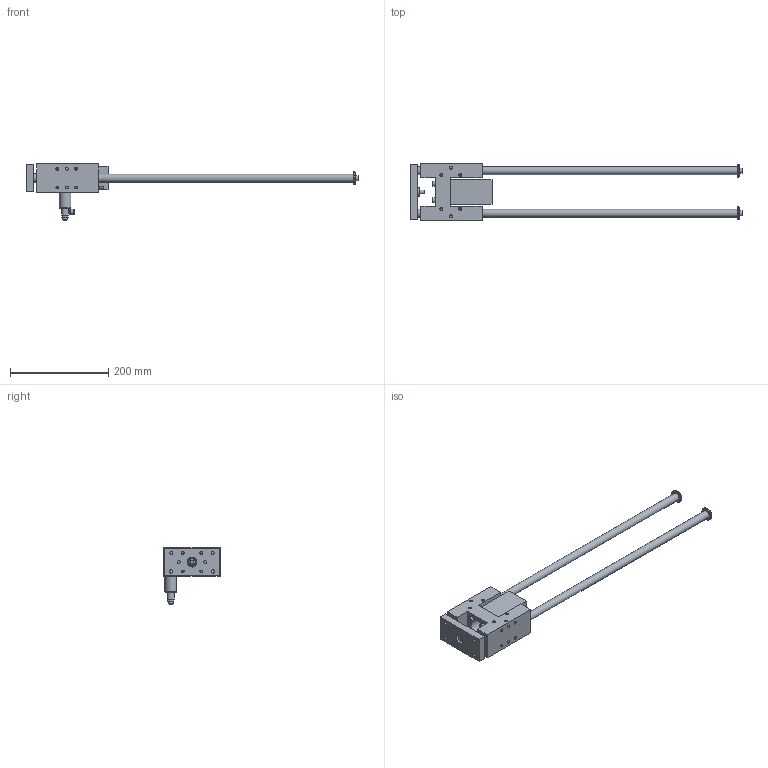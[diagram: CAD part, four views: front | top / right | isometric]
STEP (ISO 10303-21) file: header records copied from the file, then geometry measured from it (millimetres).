
FILE_DESCRIPTION( ( 'STEP AP214' ), '1' );
FILE_NAME( '3258294.step', '2006-07-07T08:52:50', ( ' ' ), ( ' ' ), 'XStep 1.0', ' ', ' ' );
FILE_SCHEMA( ( 'automotive_design' ) );
Length unit declared in the file: metre
Products named in the file (2): 1; 2
Bounding box: 676 x 115 x 114.36 mm (x, y, z)
Volume: 895984 mm3; surface area: 201477.2 mm2
Topology: 2 solids, 12 shells, 448 faces, 1039 edges, 684 vertices
Faces by surface type: plane 218, cylinder 157, cone 65, torus 4, sphere 4
Full cylindrical faces by diameter (mm): 3.242 x6, 3.5 x1, 4 x6, 4.134 x4, 4.5 x4, 4.918 x34, 6 x15, 6.2 x12, 6.5 x3, 6.6 x4, 7 x3, 7.2 x1, 8 x3, 9.9 x1, 10 x6, 10.5 x2, 11 x4, 14 x1, 16 x6, 17 x2, 20 x1, 24 x2, 26 x2
Entity records: 15585 total; most frequent: CARTESIAN_POINT 2813, DIRECTION 1945, ORIENTED_EDGE 1510, AXIS2_PLACEMENT_3D 792, EDGE_CURVE 755, EDGE_LOOP 738, VERTEX_POINT 603, FACE_OUTER_BOUND 576
